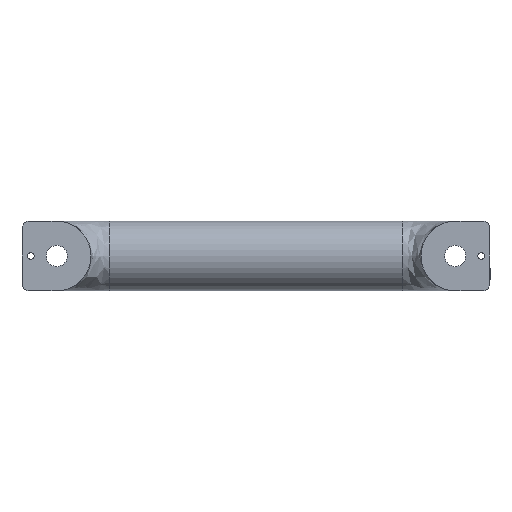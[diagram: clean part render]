
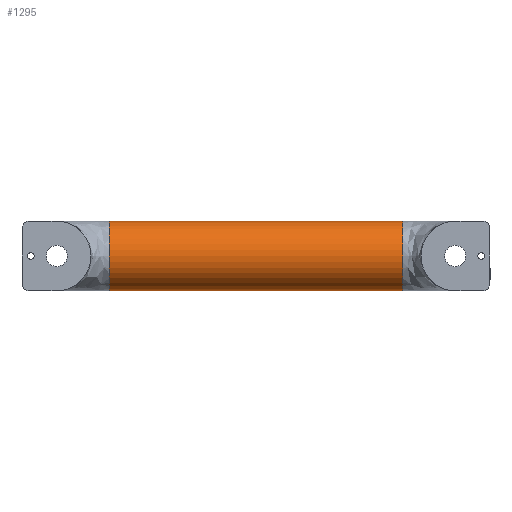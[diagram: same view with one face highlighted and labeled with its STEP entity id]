
A CAD part, front view. The second image highlights one B-rep face of the part: STEP entity #1295.
In plain terms, the highlighted cylindrical face has radius 14 mm (diameter 28 mm), a partial arc.
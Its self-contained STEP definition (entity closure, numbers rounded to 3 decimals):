
#231 = CARTESIAN_POINT ( 'NONE',  ( 153., 46.3, -14. ) ) ;
#371 = FACE_OUTER_BOUND ( 'NONE', #3989, .T. ) ;
#375 = CYLINDRICAL_SURFACE ( 'NONE', #4296, 14. ) ;
#434 = ORIENTED_EDGE ( 'NONE', *, *, #4662, .T. ) ;
#581 = ORIENTED_EDGE ( 'NONE', *, *, #4676, .T. ) ;
#904 = DIRECTION ( 'NONE',  ( -1., 0., 0. ) ) ;
#976 = CARTESIAN_POINT ( 'NONE',  ( 35., 46.3, 14. ) ) ;
#1187 = DIRECTION ( 'NONE',  ( 0., 0., -1. ) ) ;
#1240 = DIRECTION ( 'NONE',  ( 0., 0., -1. ) ) ;
#1262 = DIRECTION ( 'NONE',  ( 1., 0., 0. ) ) ;
#1286 = CARTESIAN_POINT ( 'NONE',  ( 35., 46.3, 0. ) ) ;
#1295 = ADVANCED_FACE ( 'NONE', ( #371 ), #375, .T. ) ;
#1971 = DIRECTION ( 'NONE',  ( 1., 0., 0. ) ) ;
#2154 = DIRECTION ( 'NONE',  ( -1., 0., 0. ) ) ;
#2371 = CARTESIAN_POINT ( 'NONE',  ( 35., 46.3, 14. ) ) ;
#2567 = CARTESIAN_POINT ( 'NONE',  ( 153., 46.3, 0. ) ) ;
#2669 = VERTEX_POINT ( 'NONE', #2371 ) ;
#2793 = VERTEX_POINT ( 'NONE', #3213 ) ;
#2817 = ORIENTED_EDGE ( 'NONE', *, *, #4547, .T. ) ;
#3055 = AXIS2_PLACEMENT_3D ( 'NONE', #2567, #2154, #1187 ) ;
#3136 = AXIS2_PLACEMENT_3D ( 'NONE', #1286, #1262, #1240 ) ;
#3213 = CARTESIAN_POINT ( 'NONE',  ( 35., 46.3, -14. ) ) ;
#3989 = EDGE_LOOP ( 'NONE', ( #581, #2817, #4539, #434 ) ) ;
#4167 = CARTESIAN_POINT ( 'NONE',  ( 35., 46.3, -14. ) ) ;
#4296 = AXIS2_PLACEMENT_3D ( 'NONE', #5236, #5198, #5237 ) ;
#4534 = EDGE_CURVE ( 'NONE', #2669, #2793, #4992, .T. ) ;
#4539 = ORIENTED_EDGE ( 'NONE', *, *, #4534, .T. ) ;
#4547 = EDGE_CURVE ( 'NONE', #4672, #2669, #5059, .T. ) ;
#4662 = EDGE_CURVE ( 'NONE', #2793, #5007, #5408, .T. ) ;
#4672 = VERTEX_POINT ( 'NONE', #5067 ) ;
#4676 = EDGE_CURVE ( 'NONE', #5007, #4672, #5104, .T. ) ;
#4992 = CIRCLE ( 'NONE', #3136, 14. ) ;
#5007 = VERTEX_POINT ( 'NONE', #231 ) ;
#5059 = LINE ( 'NONE', #976, #5088 ) ;
#5067 = CARTESIAN_POINT ( 'NONE',  ( 153., 46.3, 14. ) ) ;
#5088 = VECTOR ( 'NONE', #904, 1000. ) ;
#5104 = CIRCLE ( 'NONE', #3055, 14. ) ;
#5198 = DIRECTION ( 'NONE',  ( 1., 0., 0. ) ) ;
#5236 = CARTESIAN_POINT ( 'NONE',  ( 35., 46.3, 0. ) ) ;
#5237 = DIRECTION ( 'NONE',  ( 0., 0., -1. ) ) ;
#5256 = VECTOR ( 'NONE', #1971, 1000. ) ;
#5408 = LINE ( 'NONE', #4167, #5256 ) ;
